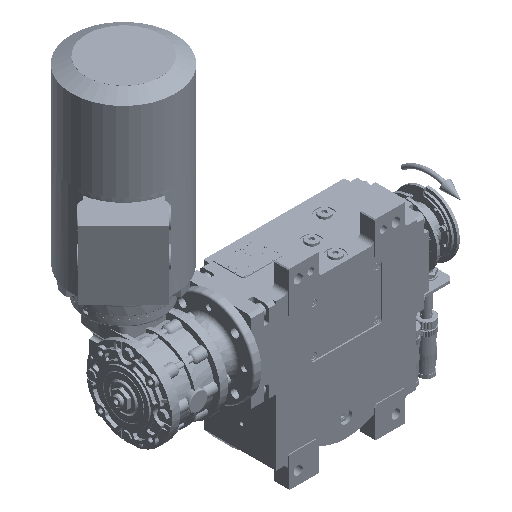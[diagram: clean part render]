
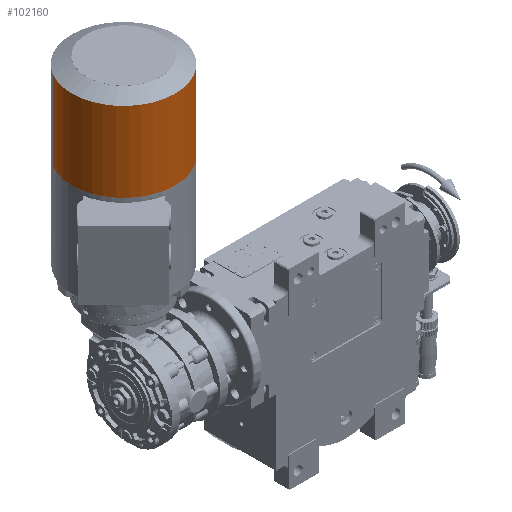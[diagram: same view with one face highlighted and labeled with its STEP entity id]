
A CAD part, isometric view. The second image highlights one B-rep face of the part: STEP entity #102160.
In plain terms, the highlighted cylindrical face has radius 60.5 mm (diameter 121 mm), a partial arc.
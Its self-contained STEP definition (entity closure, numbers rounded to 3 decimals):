
#1093 = ORIENTED_EDGE ( 'NONE', *, *, #145894, .F. ) ;
#7036 = EDGE_LOOP ( 'NONE', ( #132774, #1093, #73078, #48545 ) ) ;
#8960 = AXIS2_PLACEMENT_3D ( 'NONE', #26038, #127512, #112542 ) ;
#10088 = DIRECTION ( 'NONE',  ( -1., 0., 0. ) ) ;
#16068 = CARTESIAN_POINT ( 'NONE',  ( -158.212, -20.922, -58.703 ) ) ;
#19316 = EDGE_CURVE ( 'NONE', #115883, #104255, #98212, .T. ) ;
#26038 = CARTESIAN_POINT ( 'NONE',  ( -26.951, -6.286, 0. ) ) ;
#41281 = CARTESIAN_POINT ( 'NONE',  ( -64.811, -6.286, 0. ) ) ;
#48545 = ORIENTED_EDGE ( 'NONE', *, *, #19316, .F. ) ;
#55564 = VERTEX_POINT ( 'NONE', #142201 ) ;
#56569 = VERTEX_POINT ( 'NONE', #155885 ) ;
#60994 = CYLINDRICAL_SURFACE ( 'NONE', #8960, 60.5 ) ;
#62644 = FACE_OUTER_BOUND ( 'NONE', #7036, .T. ) ;
#63502 = DIRECTION ( 'NONE',  ( 1., 0., 0. ) ) ;
#73078 = ORIENTED_EDGE ( 'NONE', *, *, #110688, .F. ) ;
#78746 = CARTESIAN_POINT ( 'NONE',  ( -64.811, 8.35, 58.703 ) ) ;
#80179 = DIRECTION ( 'NONE',  ( -1., 0., 0. ) ) ;
#80319 = DIRECTION ( 'NONE',  ( 0., -0.242, -0.97 ) ) ;
#86015 = CARTESIAN_POINT ( 'NONE',  ( -158.212, 8.35, 58.703 ) ) ;
#92509 = AXIS2_PLACEMENT_3D ( 'NONE', #41281, #142766, #80319 ) ;
#95231 = VECTOR ( 'NONE', #63502, 1000. ) ;
#97839 = CIRCLE ( 'NONE', #92509, 60.5 ) ;
#98212 = LINE ( 'NONE', #136512, #103983 ) ;
#102160 = ADVANCED_FACE ( 'NONE', ( #62644 ), #60994, .T. ) ;
#103983 = VECTOR ( 'NONE', #10088, 1000. ) ;
#104255 = VERTEX_POINT ( 'NONE', #86015 ) ;
#107611 = CARTESIAN_POINT ( 'NONE',  ( -158.212, -6.286, 0. ) ) ;
#108535 = EDGE_CURVE ( 'NONE', #55564, #115883, #97839, .T. ) ;
#110422 = CIRCLE ( 'NONE', #113158, 60.5 ) ;
#110688 = EDGE_CURVE ( 'NONE', #104255, #56569, #110422, .T. ) ;
#112542 = DIRECTION ( 'NONE',  ( 0., 0.242, 0.97 ) ) ;
#113158 = AXIS2_PLACEMENT_3D ( 'NONE', #107611, #80179, #132607 ) ;
#115883 = VERTEX_POINT ( 'NONE', #78746 ) ;
#116706 = LINE ( 'NONE', #16068, #95231 ) ;
#127512 = DIRECTION ( 'NONE',  ( -1., 0., 0. ) ) ;
#132607 = DIRECTION ( 'NONE',  ( 0., 0.242, 0.97 ) ) ;
#132774 = ORIENTED_EDGE ( 'NONE', *, *, #108535, .F. ) ;
#136512 = CARTESIAN_POINT ( 'NONE',  ( -64.811, 8.35, 58.703 ) ) ;
#142201 = CARTESIAN_POINT ( 'NONE',  ( -64.811, -20.922, -58.703 ) ) ;
#142766 = DIRECTION ( 'NONE',  ( 1., 0., 0. ) ) ;
#145894 = EDGE_CURVE ( 'NONE', #56569, #55564, #116706, .T. ) ;
#155885 = CARTESIAN_POINT ( 'NONE',  ( -158.212, -20.922, -58.703 ) ) ;
